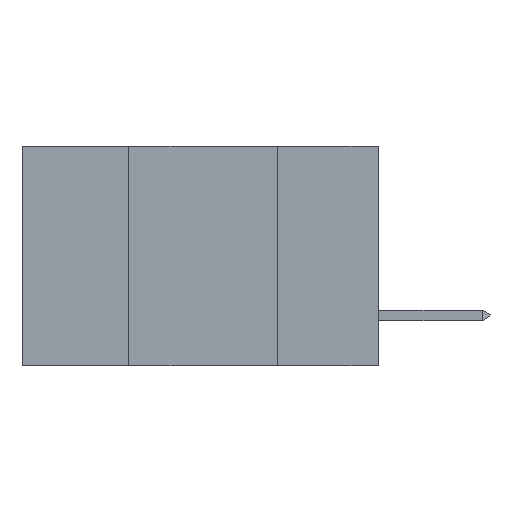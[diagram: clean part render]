
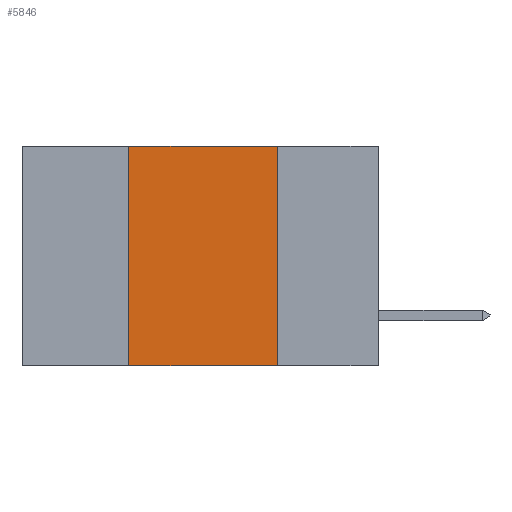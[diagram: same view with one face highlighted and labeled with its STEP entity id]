
A CAD part, left-side view. The second image highlights one B-rep face of the part: STEP entity #5846.
In plain terms, the highlighted planar face has unit normal (-1, 0, 0).
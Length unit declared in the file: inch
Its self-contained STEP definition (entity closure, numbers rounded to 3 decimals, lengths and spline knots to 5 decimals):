
#241 = VERTEX_POINT ( 'NONE', #20206 ) ;
#1440 = LINE ( 'NONE', #27501, #25644 ) ;
#2141 = CARTESIAN_POINT ( 'NONE',  ( 0., 0.6, 0. ) ) ;
#2194 = DIRECTION ( 'NONE',  ( 0., -1., 0. ) ) ;
#5781 = VERTEX_POINT ( 'NONE', #17339 ) ;
#5846 = ADVANCED_FACE ( 'NONE', ( #19102 ), #10688, .F. ) ;
#6274 = ORIENTED_EDGE ( 'NONE', *, *, #23843, .T. ) ;
#8632 = DIRECTION ( 'NONE',  ( 1., 0., 0. ) ) ;
#9932 = VERTEX_POINT ( 'NONE', #21219 ) ;
#10688 = PLANE ( 'NONE',  #17804 ) ;
#11645 = DIRECTION ( 'NONE',  ( 0., 0., -1. ) ) ;
#12021 = VECTOR ( 'NONE', #26936, 39.37008 ) ;
#13135 = LINE ( 'NONE', #23073, #14478 ) ;
#14098 = CARTESIAN_POINT ( 'NONE',  ( 0., 0.17, 0. ) ) ;
#14478 = VECTOR ( 'NONE', #2194, 39.37008 ) ;
#15044 = ORIENTED_EDGE ( 'NONE', *, *, #21813, .F. ) ;
#16107 = CARTESIAN_POINT ( 'NONE',  ( 0., 0.42, 0. ) ) ;
#16356 = ORIENTED_EDGE ( 'NONE', *, *, #18967, .F. ) ;
#16664 = EDGE_CURVE ( 'NONE', #24164, #9932, #13135, .T. ) ;
#17045 = LINE ( 'NONE', #22914, #12021 ) ;
#17152 = DIRECTION ( 'NONE',  ( 0., 0., -1. ) ) ;
#17339 = CARTESIAN_POINT ( 'NONE',  ( 0., 0.17, -0.37 ) ) ;
#17356 = ORIENTED_EDGE ( 'NONE', *, *, #16664, .F. ) ;
#17525 = VECTOR ( 'NONE', #11645, 39.37008 ) ;
#17804 = AXIS2_PLACEMENT_3D ( 'NONE', #2141, #8632, #17152 ) ;
#18967 = EDGE_CURVE ( 'NONE', #241, #24164, #17045, .T. ) ;
#19102 = FACE_OUTER_BOUND ( 'NONE', #21732, .T. ) ;
#20206 = CARTESIAN_POINT ( 'NONE',  ( 0., 0.42, -0.37 ) ) ;
#21219 = CARTESIAN_POINT ( 'NONE',  ( 0., 0.17, 0. ) ) ;
#21732 = EDGE_LOOP ( 'NONE', ( #15044, #17356, #16356, #6274 ) ) ;
#21813 = EDGE_CURVE ( 'NONE', #9932, #5781, #21908, .T. ) ;
#21908 = LINE ( 'NONE', #14098, #17525 ) ;
#22914 = CARTESIAN_POINT ( 'NONE',  ( 0., 0.42, 0. ) ) ;
#23073 = CARTESIAN_POINT ( 'NONE',  ( 0., 0.6, 0. ) ) ;
#23843 = EDGE_CURVE ( 'NONE', #241, #5781, #1440, .T. ) ;
#24164 = VERTEX_POINT ( 'NONE', #16107 ) ;
#25546 = DIRECTION ( 'NONE',  ( 0., -1., 0. ) ) ;
#25644 = VECTOR ( 'NONE', #25546, 39.37008 ) ;
#26936 = DIRECTION ( 'NONE',  ( 0., 0., 1. ) ) ;
#27501 = CARTESIAN_POINT ( 'NONE',  ( 0., 0.6, -0.37 ) ) ;
